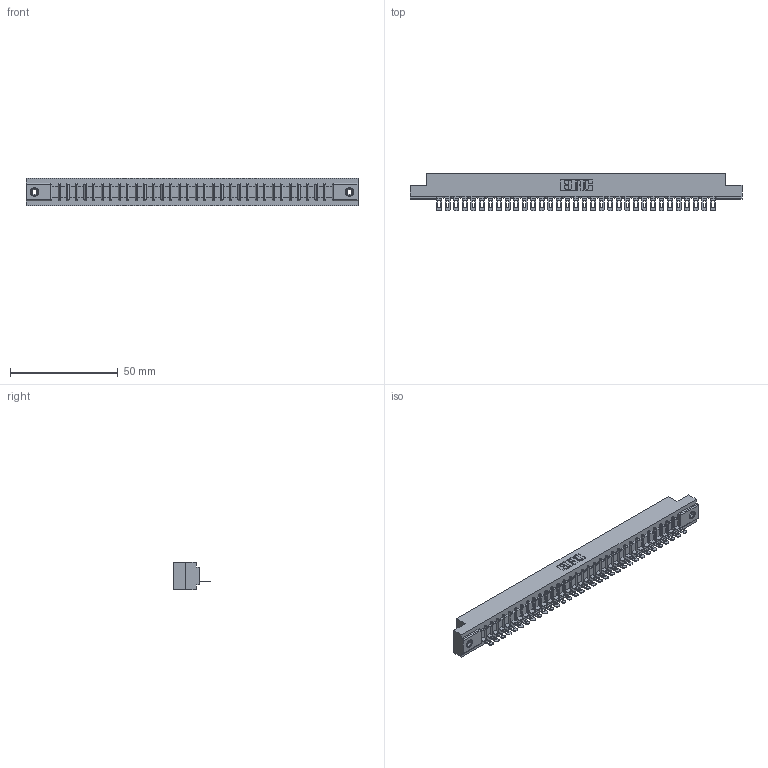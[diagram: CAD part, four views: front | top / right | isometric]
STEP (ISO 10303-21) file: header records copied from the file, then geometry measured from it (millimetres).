
FILE_DESCRIPTION (( 'STEP AP203' ), '1' );
FILE_NAME ('357-033-501-108.STEP', '2019-09-17T04:39:48', ( '' ), ( '' ), 'SwSTEP 2.0', 'SolidWorks 2016', '' );
FILE_SCHEMA (( 'CONFIG_CONTROL_DESIGN' ));
Length unit declared in the file: inch
Products named in the file (4): 307-290-002_501; 357-033-501-108; 345-250-001_345-250-003-102; 307 Part_.156 Dia Mounting Holes
Assembly tree (36 placements, depth 2):
  357-033-501-108
    307 Part_.156 Dia Mounting Holes
    307-290-002_501  x33
    345-250-001_345-250-003-102  x2
Bounding box: 153.77 x 17.42 x 12.7 mm (x, y, z)
Volume: 16410.6 mm3; surface area: 20679.5 mm2
Topology: 36 solids, 36 shells, 2720 faces, 8313 edges, 5442 vertices
Faces by surface type: plane 1554, cylinder 1082, sphere 68, cone 12, torus 4
Entity records: 31379 total; most frequent: CARTESIAN_POINT 5271, ORIENTED_EDGE 5254, DIRECTION 5139, EDGE_CURVE 2627, LINE 2003, VECTOR 2003, VERTEX_POINT 1700, AXIS2_PLACEMENT_3D 1568
